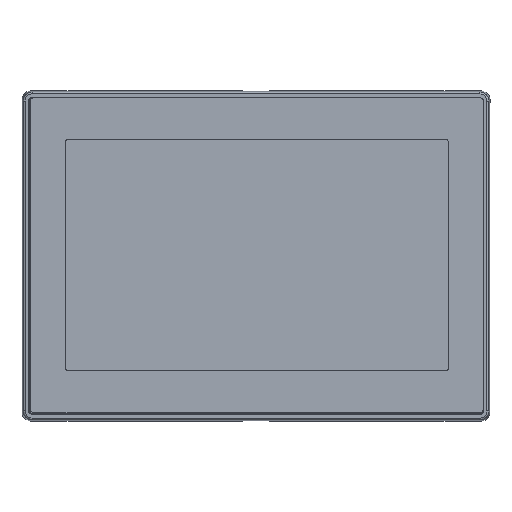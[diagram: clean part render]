
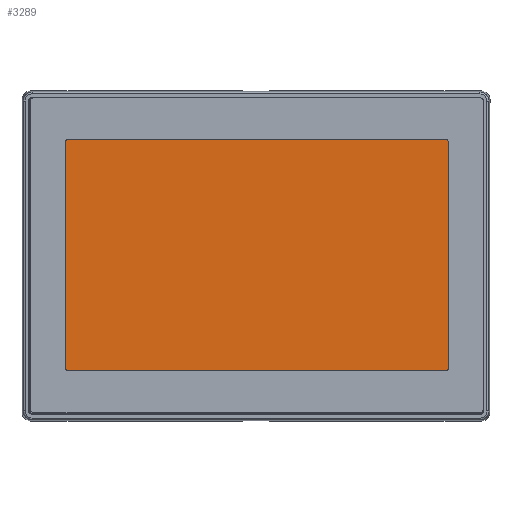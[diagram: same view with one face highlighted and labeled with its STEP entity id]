
A CAD part, front view. The second image highlights one B-rep face of the part: STEP entity #3289.
In plain terms, the highlighted planar face has unit normal (0, -1, 0).
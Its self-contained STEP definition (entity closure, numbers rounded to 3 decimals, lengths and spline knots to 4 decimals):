
#3289=ADVANCED_FACE('',(#5198),#30805,.T.);
#5198=FACE_OUTER_BOUND('',#7273,.T.);
#7273=EDGE_LOOP('',(#16261,#16262,#16263,#16264,#16265,#16266,#16267,#16268));
#16261=ORIENTED_EDGE('',*,*,#21316,.F.);
#16262=ORIENTED_EDGE('',*,*,#21317,.F.);
#16263=ORIENTED_EDGE('',*,*,#21318,.F.);
#16264=ORIENTED_EDGE('',*,*,#21319,.F.);
#16265=ORIENTED_EDGE('',*,*,#21320,.F.);
#16266=ORIENTED_EDGE('',*,*,#21321,.F.);
#16267=ORIENTED_EDGE('',*,*,#21322,.T.);
#16268=ORIENTED_EDGE('',*,*,#21315,.F.);
#21315=EDGE_CURVE('',#29757,#29758,#23705,.T.);
#21316=EDGE_CURVE('',#29759,#29757,#26685,.T.);
#21317=EDGE_CURVE('',#29760,#29759,#23706,.T.);
#21318=EDGE_CURVE('',#29761,#29760,#26686,.T.);
#21319=EDGE_CURVE('',#29762,#29761,#23707,.T.);
#21320=EDGE_CURVE('',#29763,#29762,#26687,.T.);
#21321=EDGE_CURVE('',#29764,#29763,#23708,.T.);
#21322=EDGE_CURVE('',#29764,#29758,#26688,.T.);
#23705=B_SPLINE_CURVE_WITH_KNOTS('',1,(#95809,#95810),.UNSPECIFIED.,.F.,
 .F.,(2,2),(0.,2.5433),.UNSPECIFIED.);
#23706=B_SPLINE_CURVE_WITH_KNOTS('',1,(#95814,#95815),.UNSPECIFIED.,.F.,
 .F.,(2,2),(0.,4.2441),.UNSPECIFIED.);
#23707=B_SPLINE_CURVE_WITH_KNOTS('',1,(#95819,#95820),.UNSPECIFIED.,.F.,
 .F.,(2,2),(0.,2.5433),.UNSPECIFIED.);
#23708=B_SPLINE_CURVE_WITH_KNOTS('',1,(#95824,#95825),.UNSPECIFIED.,.F.,
 .F.,(2,2),(0.,4.2441),.UNSPECIFIED.);
#26685=(
BOUNDED_CURVE()
B_SPLINE_CURVE(2,(#95811,#95812,#95813),.UNSPECIFIED.,.F.,.F.)
B_SPLINE_CURVE_WITH_KNOTS((3,3),(-0.0309,0.),.UNSPECIFIED.)
CURVE()
GEOMETRIC_REPRESENTATION_ITEM()
RATIONAL_B_SPLINE_CURVE((1.,0.707,1.))
REPRESENTATION_ITEM('')
);
#26686=(
BOUNDED_CURVE()
B_SPLINE_CURVE(2,(#95816,#95817,#95818),.UNSPECIFIED.,.F.,.F.)
B_SPLINE_CURVE_WITH_KNOTS((3,3),(-0.0309,0.),.UNSPECIFIED.)
CURVE()
GEOMETRIC_REPRESENTATION_ITEM()
RATIONAL_B_SPLINE_CURVE((1.,0.707,1.))
REPRESENTATION_ITEM('')
);
#26687=(
BOUNDED_CURVE()
B_SPLINE_CURVE(2,(#95821,#95822,#95823),.UNSPECIFIED.,.F.,.F.)
B_SPLINE_CURVE_WITH_KNOTS((3,3),(-0.0309,0.),.UNSPECIFIED.)
CURVE()
GEOMETRIC_REPRESENTATION_ITEM()
RATIONAL_B_SPLINE_CURVE((1.,0.707,1.))
REPRESENTATION_ITEM('')
);
#26688=(
BOUNDED_CURVE()
B_SPLINE_CURVE(2,(#95826,#95827,#95828),.UNSPECIFIED.,.F.,.F.)
B_SPLINE_CURVE_WITH_KNOTS((3,3),(0.,0.0309),.UNSPECIFIED.)
CURVE()
GEOMETRIC_REPRESENTATION_ITEM()
RATIONAL_B_SPLINE_CURVE((1.,0.707,1.))
REPRESENTATION_ITEM('')
);
#29757=VERTEX_POINT('',#95801);
#29758=VERTEX_POINT('',#95802);
#29759=VERTEX_POINT('',#95803);
#29760=VERTEX_POINT('',#95804);
#29761=VERTEX_POINT('',#95805);
#29762=VERTEX_POINT('',#95806);
#29763=VERTEX_POINT('',#95807);
#29764=VERTEX_POINT('',#95808);
#30805=PLANE('',#32918);
#32918=AXIS2_PLACEMENT_3D('',#95800,#33506,$);
#33506=DIRECTION('',(0.,-1.,0.));
#95800=CARTESIAN_POINT('',(2.5718,-2.1472,-1.58));
#95801=CARTESIAN_POINT('',(-2.1412,-2.1472,-1.3008));
#95802=CARTESIAN_POINT('',(-2.1412,-2.1472,1.2425));
#95803=CARTESIAN_POINT('',(-2.1215,-2.1472,-1.3205));
#95804=CARTESIAN_POINT('',(2.1226,-2.1472,-1.3205));
#95805=CARTESIAN_POINT('',(2.1423,-2.1472,-1.3008));
#95806=CARTESIAN_POINT('',(2.1423,-2.1472,1.2425));
#95807=CARTESIAN_POINT('',(2.1226,-2.1472,1.2621));
#95808=CARTESIAN_POINT('',(-2.1215,-2.1472,1.2621));
#95809=CARTESIAN_POINT('',(-2.1412,-2.1472,-1.3008));
#95810=CARTESIAN_POINT('',(-2.1412,-2.1472,1.2425));
#95811=CARTESIAN_POINT('',(-2.1215,-2.1472,-1.3205));
#95812=CARTESIAN_POINT('',(-2.1412,-2.1472,-1.3205));
#95813=CARTESIAN_POINT('',(-2.1412,-2.1472,-1.3008));
#95814=CARTESIAN_POINT('',(2.1226,-2.1472,-1.3205));
#95815=CARTESIAN_POINT('',(-2.1215,-2.1472,-1.3205));
#95816=CARTESIAN_POINT('',(2.1423,-2.1472,-1.3008));
#95817=CARTESIAN_POINT('',(2.1423,-2.1472,-1.3205));
#95818=CARTESIAN_POINT('',(2.1226,-2.1472,-1.3205));
#95819=CARTESIAN_POINT('',(2.1423,-2.1472,1.2425));
#95820=CARTESIAN_POINT('',(2.1423,-2.1472,-1.3008));
#95821=CARTESIAN_POINT('',(2.1226,-2.1472,1.2621));
#95822=CARTESIAN_POINT('',(2.1423,-2.1472,1.2621));
#95823=CARTESIAN_POINT('',(2.1423,-2.1472,1.2425));
#95824=CARTESIAN_POINT('',(-2.1215,-2.1472,1.2621));
#95825=CARTESIAN_POINT('',(2.1226,-2.1472,1.2621));
#95826=CARTESIAN_POINT('',(-2.1215,-2.1472,1.2621));
#95827=CARTESIAN_POINT('',(-2.1412,-2.1472,1.2621));
#95828=CARTESIAN_POINT('',(-2.1412,-2.1472,1.2425));
